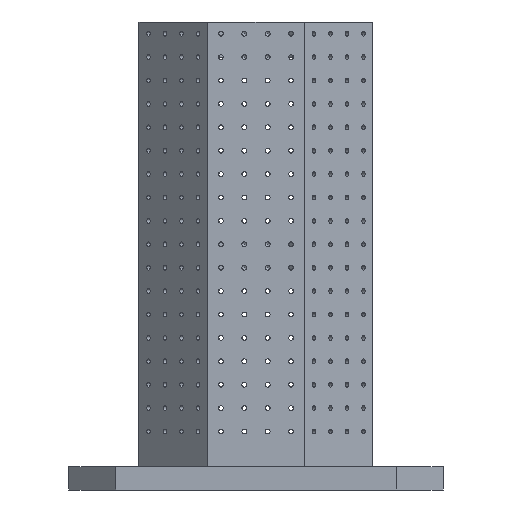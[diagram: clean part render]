
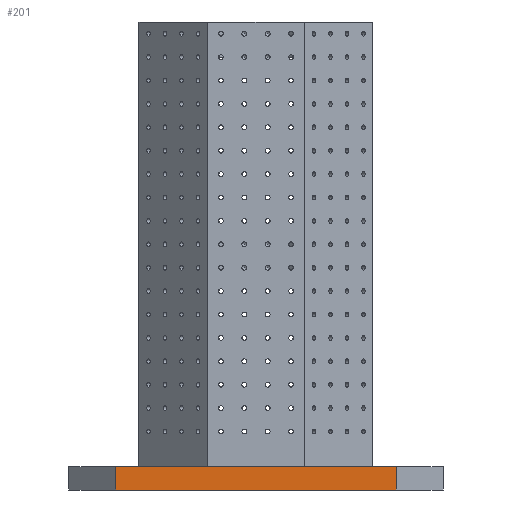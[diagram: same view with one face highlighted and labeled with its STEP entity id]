
A CAD part, left-side view. The second image highlights one B-rep face of the part: STEP entity #201.
In plain terms, the highlighted planar face has unit normal (-1, 0, 0).
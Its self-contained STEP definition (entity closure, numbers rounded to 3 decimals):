
#201 = ADVANCED_FACE( '', ( #1899 ), #1900, .F. );
#1899 = FACE_OUTER_BOUND( '', #5806, .T. );
#1900 = PLANE( '', #5807 );
#5806 = EDGE_LOOP( '', ( #11259, #11260, #11261, #11262 ) );
#5807 = AXIS2_PLACEMENT_3D( '', #11263, #11264, #11265 );
#11259 = ORIENTED_EDGE( '', *, *, #19586, .F. );
#11260 = ORIENTED_EDGE( '', *, *, #19587, .T. );
#11261 = ORIENTED_EDGE( '', *, *, #19543, .T. );
#11262 = ORIENTED_EDGE( '', *, *, #18063, .T. );
#11263 = CARTESIAN_POINT( '', ( -400., 400., 50. ) );
#11264 = DIRECTION( '', ( 1., 0., 0. ) );
#11265 = DIRECTION( '', ( 0., 1., 0. ) );
#18063 = EDGE_CURVE( '', #20825, #20822, #20826, .T. );
#19543 = EDGE_CURVE( '', #23576, #20825, #23577, .T. );
#19586 = EDGE_CURVE( '', #23631, #20822, #23632, .T. );
#19587 = EDGE_CURVE( '', #23631, #23576, #23633, .T. );
#20822 = VERTEX_POINT( '', #25386 );
#20825 = VERTEX_POINT( '', #25390 );
#20826 = LINE( '', #25391, #25392 );
#23576 = VERTEX_POINT( '', #31744 );
#23577 = LINE( '', #31745, #31746 );
#23631 = VERTEX_POINT( '', #31813 );
#23632 = LINE( '', #31814, #31815 );
#23633 = LINE( '', #31816, #31817 );
#25386 = CARTESIAN_POINT( '', ( -400., -300., 50. ) );
#25390 = CARTESIAN_POINT( '', ( -400., -300., 0. ) );
#25391 = CARTESIAN_POINT( '', ( -400., -300., 50. ) );
#25392 = VECTOR( '', #42451, 1000. );
#31744 = CARTESIAN_POINT( '', ( -400., 300., 0. ) );
#31745 = CARTESIAN_POINT( '', ( -400., 400., 0. ) );
#31746 = VECTOR( '', #45337, 1000. );
#31813 = CARTESIAN_POINT( '', ( -400., 300., 50. ) );
#31814 = CARTESIAN_POINT( '', ( -400., 400., 50. ) );
#31815 = VECTOR( '', #45438, 1000. );
#31816 = CARTESIAN_POINT( '', ( -400., 300., 50. ) );
#31817 = VECTOR( '', #45439, 1000. );
#42451 = DIRECTION( '', ( 0., 0., 1. ) );
#45337 = DIRECTION( '', ( 0., -1., 0. ) );
#45438 = DIRECTION( '', ( 0., -1., 0. ) );
#45439 = DIRECTION( '', ( 0., 0., -1. ) );
